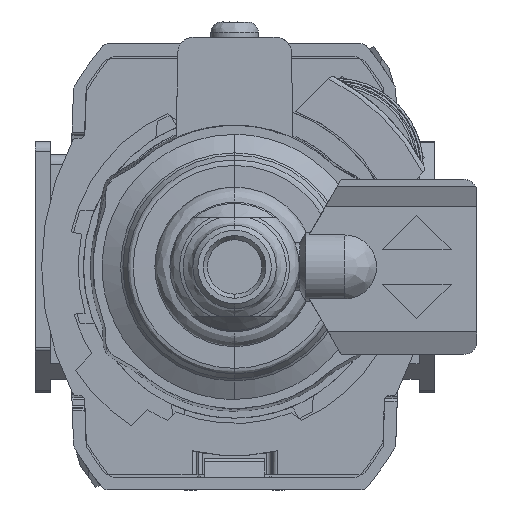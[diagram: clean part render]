
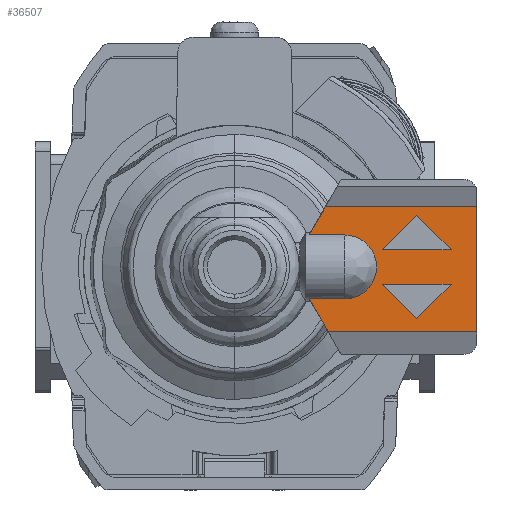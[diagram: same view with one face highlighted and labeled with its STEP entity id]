
A CAD part, front view. The second image highlights one B-rep face of the part: STEP entity #36507.
In plain terms, the highlighted planar face has unit normal (0, -1, 0).
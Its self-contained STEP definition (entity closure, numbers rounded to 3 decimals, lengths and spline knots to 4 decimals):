
#910 = ORIENTED_EDGE ( 'NONE', *, *, #7644, .F. ) ;
#1170 = CARTESIAN_POINT ( 'NONE',  ( 0.3423, -4.2477, 0.1466 ) ) ;
#1298 = EDGE_CURVE ( 'NONE', #35763, #33225, #28358, .T. ) ;
#1316 = CARTESIAN_POINT ( 'NONE',  ( 0.8358, -4.2477, -0.2362 ) ) ;
#1689 = VECTOR ( 'NONE', #14911, 39.3701 ) ;
#1803 = VERTEX_POINT ( 'NONE', #37471 ) ;
#2234 = CIRCLE ( 'NONE', #13443, 0.1466 ) ;
#2306 = DIRECTION ( 'NONE',  ( 1., 0., 0. ) ) ;
#2578 = ORIENTED_EDGE ( 'NONE', *, *, #28938, .F. ) ;
#2941 = LINE ( 'NONE', #16093, #20540 ) ;
#3168 = DIRECTION ( 'NONE',  ( -0.707, 0., -0.707 ) ) ;
#3367 = LINE ( 'NONE', #37759, #14399 ) ;
#3380 = CARTESIAN_POINT ( 'NONE',  ( 0.8358, -4.2477, 0.2362 ) ) ;
#4596 = CARTESIAN_POINT ( 'NONE',  ( 0.3423, -4.2477, -0.1466 ) ) ;
#4750 = CARTESIAN_POINT ( 'NONE',  ( 1.1122, -4.2477, 0.2756 ) ) ;
#5326 = CARTESIAN_POINT ( 'NONE',  ( 0.6626, -4.2477, -0.1466 ) ) ;
#5831 = VERTEX_POINT ( 'NONE', #10544 ) ;
#6015 = EDGE_CURVE ( 'NONE', #39312, #35763, #28058, .T. ) ;
#6670 = ORIENTED_EDGE ( 'NONE', *, *, #6015, .F. ) ;
#7644 = EDGE_CURVE ( 'NONE', #34216, #16571, #30493, .T. ) ;
#7816 = DIRECTION ( 'NONE',  ( 0., 0., 1. ) ) ;
#8239 = DIRECTION ( 'NONE',  ( -1., 0., 0. ) ) ;
#8528 = DIRECTION ( 'NONE',  ( -0.5, 0., 0.866 ) ) ;
#8543 = CARTESIAN_POINT ( 'NONE',  ( 0.5051, -4.2477, -0.1466 ) ) ;
#9979 = LINE ( 'NONE', #3380, #33828 ) ;
#10303 = DIRECTION ( 'NONE',  ( 0., 0., -1. ) ) ;
#10419 = ORIENTED_EDGE ( 'NONE', *, *, #13956, .F. ) ;
#10544 = CARTESIAN_POINT ( 'NONE',  ( 0.9933, -4.2477, 0.0787 ) ) ;
#11175 = ORIENTED_EDGE ( 'NONE', *, *, #20787, .F. ) ;
#11488 = VECTOR ( 'NONE', #33120, 39.3701 ) ;
#12464 = ORIENTED_EDGE ( 'NONE', *, *, #21326, .F. ) ;
#13211 = CARTESIAN_POINT ( 'NONE',  ( 1.1115, -4.2477, -0.2981 ) ) ;
#13443 = AXIS2_PLACEMENT_3D ( 'NONE', #20188, #33599, #19756 ) ;
#13644 = CARTESIAN_POINT ( 'NONE',  ( 1.1115, -4.2477, 0.2756 ) ) ;
#13956 = EDGE_CURVE ( 'NONE', #21645, #5831, #2941, .T. ) ;
#14146 = VECTOR ( 'NONE', #19081, 39.3701 ) ;
#14399 = VECTOR ( 'NONE', #43266, 39.3701 ) ;
#14693 = DIRECTION ( 'NONE',  ( -1., 0., 0. ) ) ;
#14775 = EDGE_LOOP ( 'NONE', ( #2578, #38980, #10419 ) ) ;
#14911 = DIRECTION ( 'NONE',  ( 0.707, 0., -0.707 ) ) ;
#15045 = FACE_BOUND ( 'NONE', #14775, .T. ) ;
#15051 = EDGE_LOOP ( 'NONE', ( #33776, #39117, #12464, #910, #33253, #11175, #26013, #6670 ) ) ;
#15073 = VERTEX_POINT ( 'NONE', #4596 ) ;
#15640 = VECTOR ( 'NONE', #30068, 39.3701 ) ;
#16093 = CARTESIAN_POINT ( 'NONE',  ( 1.1122, -4.2477, 0.0787 ) ) ;
#16571 = VERTEX_POINT ( 'NONE', #37215 ) ;
#16937 = CARTESIAN_POINT ( 'NONE',  ( 0.8358, -4.2477, -0.2362 ) ) ;
#17651 = VECTOR ( 'NONE', #31876, 39.3701 ) ;
#17937 = LINE ( 'NONE', #28460, #32519 ) ;
#18656 = CARTESIAN_POINT ( 'NONE',  ( 0.8358, -4.2477, 0.2362 ) ) ;
#18882 = EDGE_CURVE ( 'NONE', #36860, #39549, #35322, .T. ) ;
#19081 = DIRECTION ( 'NONE',  ( 1., 0., 0. ) ) ;
#19403 = EDGE_CURVE ( 'NONE', #39549, #1803, #24589, .T. ) ;
#19756 = DIRECTION ( 'NONE',  ( 0., 0., -1. ) ) ;
#20145 = CARTESIAN_POINT ( 'NONE',  ( 0.9933, -4.2477, 0.0787 ) ) ;
#20188 = CARTESIAN_POINT ( 'NONE',  ( 0.5051, -4.2477, 0. ) ) ;
#20540 = VECTOR ( 'NONE', #2306, 39.3701 ) ;
#20787 = EDGE_CURVE ( 'NONE', #33225, #27348, #3367, .T. ) ;
#21326 = EDGE_CURVE ( 'NONE', #16571, #15073, #17937, .T. ) ;
#21372 = LINE ( 'NONE', #41784, #27339 ) ;
#21483 = CARTESIAN_POINT ( 'NONE',  ( 0.4168, -4.2477, 0.2756 ) ) ;
#21645 = VERTEX_POINT ( 'NONE', #28961 ) ;
#21675 = CARTESIAN_POINT ( 'NONE',  ( 0.6783, -4.2477, -0.0787 ) ) ;
#22714 = CARTESIAN_POINT ( 'NONE',  ( 0.6626, -4.2477, 0.1466 ) ) ;
#23885 = VECTOR ( 'NONE', #10303, 39.3701 ) ;
#24589 = LINE ( 'NONE', #16937, #31838 ) ;
#25099 = DIRECTION ( 'NONE',  ( 0., 1., 0. ) ) ;
#26013 = ORIENTED_EDGE ( 'NONE', *, *, #1298, .F. ) ;
#26735 = EDGE_CURVE ( 'NONE', #27348, #34216, #40335, .T. ) ;
#26910 = EDGE_LOOP ( 'NONE', ( #30585, #27922, #27555 ) ) ;
#27339 = VECTOR ( 'NONE', #8239, 39.3701 ) ;
#27348 = VERTEX_POINT ( 'NONE', #13644 ) ;
#27360 = EDGE_CURVE ( 'NONE', #31067, #39312, #2234, .T. ) ;
#27555 = ORIENTED_EDGE ( 'NONE', *, *, #18882, .F. ) ;
#27654 = EDGE_CURVE ( 'NONE', #15073, #31067, #35357, .T. ) ;
#27922 = ORIENTED_EDGE ( 'NONE', *, *, #19403, .F. ) ;
#28058 = LINE ( 'NONE', #22714, #29986 ) ;
#28358 = LINE ( 'NONE', #35182, #17651 ) ;
#28460 = CARTESIAN_POINT ( 'NONE',  ( 0.4297, -4.2477, -0.2981 ) ) ;
#28938 = EDGE_CURVE ( 'NONE', #29535, #21645, #9979, .T. ) ;
#28961 = CARTESIAN_POINT ( 'NONE',  ( 0.6783, -4.2477, 0.0787 ) ) ;
#29535 = VERTEX_POINT ( 'NONE', #18656 ) ;
#29681 = EDGE_CURVE ( 'NONE', #5831, #29535, #40340, .T. ) ;
#29986 = VECTOR ( 'NONE', #14693, 39.3701 ) ;
#30068 = DIRECTION ( 'NONE',  ( -1., 0., 0. ) ) ;
#30493 = LINE ( 'NONE', #39929, #15640 ) ;
#30585 = ORIENTED_EDGE ( 'NONE', *, *, #31149, .F. ) ;
#31067 = VERTEX_POINT ( 'NONE', #8543 ) ;
#31149 = EDGE_CURVE ( 'NONE', #1803, #36860, #21372, .T. ) ;
#31223 = CARTESIAN_POINT ( 'NONE',  ( 0.6783, -4.2477, -0.0787 ) ) ;
#31838 = VECTOR ( 'NONE', #41074, 39.3701 ) ;
#31876 = DIRECTION ( 'NONE',  ( 0.5, 0., 0.866 ) ) ;
#32519 = VECTOR ( 'NONE', #8528, 39.3701 ) ;
#33120 = DIRECTION ( 'NONE',  ( -0.707, 0., 0.707 ) ) ;
#33225 = VERTEX_POINT ( 'NONE', #21483 ) ;
#33253 = ORIENTED_EDGE ( 'NONE', *, *, #26735, .F. ) ;
#33599 = DIRECTION ( 'NONE',  ( 0., -1., 0. ) ) ;
#33776 = ORIENTED_EDGE ( 'NONE', *, *, #27360, .F. ) ;
#33828 = VECTOR ( 'NONE', #3168, 39.3701 ) ;
#34216 = VERTEX_POINT ( 'NONE', #13211 ) ;
#35182 = CARTESIAN_POINT ( 'NONE',  ( 0.2576, -4.2477, 0. ) ) ;
#35235 = PLANE ( 'NONE',  #36588 ) ;
#35322 = LINE ( 'NONE', #21675, #1689 ) ;
#35357 = LINE ( 'NONE', #5326, #14146 ) ;
#35763 = VERTEX_POINT ( 'NONE', #1170 ) ;
#36507 = ADVANCED_FACE ( 'NONE', ( #15045, #41791, #41360 ), #35235, .F. ) ;
#36588 = AXIS2_PLACEMENT_3D ( 'NONE', #4750, #25099, #7816 ) ;
#36860 = VERTEX_POINT ( 'NONE', #31223 ) ;
#36887 = CARTESIAN_POINT ( 'NONE',  ( 0.5051, -4.2477, 0.1466 ) ) ;
#37215 = CARTESIAN_POINT ( 'NONE',  ( 0.4297, -4.2477, -0.2981 ) ) ;
#37471 = CARTESIAN_POINT ( 'NONE',  ( 0.9933, -4.2477, -0.0787 ) ) ;
#37713 = CARTESIAN_POINT ( 'NONE',  ( 1.1115, -4.2477, 0.2756 ) ) ;
#37759 = CARTESIAN_POINT ( 'NONE',  ( 1.1122, -4.2477, 0.2756 ) ) ;
#38980 = ORIENTED_EDGE ( 'NONE', *, *, #29681, .F. ) ;
#39117 = ORIENTED_EDGE ( 'NONE', *, *, #27654, .F. ) ;
#39312 = VERTEX_POINT ( 'NONE', #36887 ) ;
#39549 = VERTEX_POINT ( 'NONE', #1316 ) ;
#39929 = CARTESIAN_POINT ( 'NONE',  ( 1.1122, -4.2477, -0.2981 ) ) ;
#40335 = LINE ( 'NONE', #37713, #23885 ) ;
#40340 = LINE ( 'NONE', #20145, #11488 ) ;
#41074 = DIRECTION ( 'NONE',  ( 0.707, 0., 0.707 ) ) ;
#41360 = FACE_BOUND ( 'NONE', #26910, .T. ) ;
#41784 = CARTESIAN_POINT ( 'NONE',  ( 1.1122, -4.2477, -0.0787 ) ) ;
#41791 = FACE_OUTER_BOUND ( 'NONE', #15051, .T. ) ;
#43266 = DIRECTION ( 'NONE',  ( 1., 0., 0. ) ) ;
